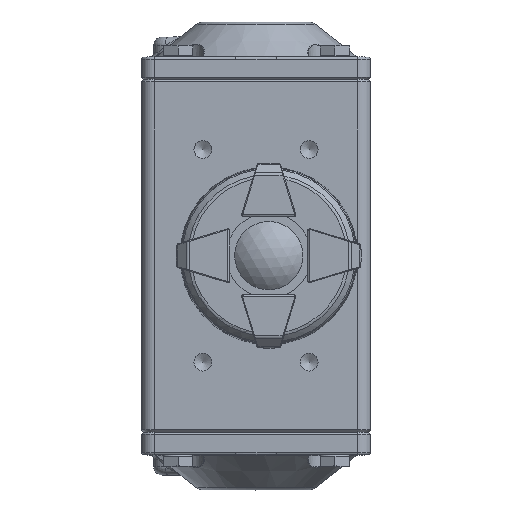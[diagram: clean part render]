
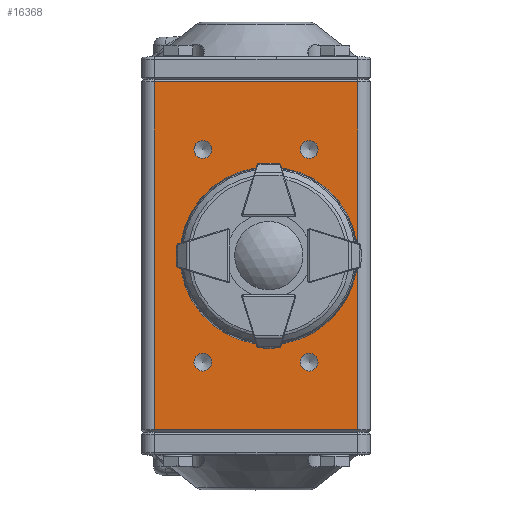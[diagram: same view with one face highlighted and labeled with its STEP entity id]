
A CAD part, top view. The second image highlights one B-rep face of the part: STEP entity #16368.
In plain terms, the highlighted face is planar.
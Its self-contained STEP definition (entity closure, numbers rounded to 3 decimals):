
#1595=LINE('',#26002,#2620);
#1596=LINE('',#26005,#2621);
#1597=LINE('',#26007,#2622);
#1598=LINE('',#26009,#2623);
#2620=VECTOR('',#20393,1000.);
#2621=VECTOR('',#20394,1000.);
#2622=VECTOR('',#20395,1000.);
#2623=VECTOR('',#20396,1000.);
#4746=ORIENTED_EDGE('',*,*,#8460,.F.);
#4747=ORIENTED_EDGE('',*,*,#8461,.T.);
#4748=ORIENTED_EDGE('',*,*,#8462,.T.);
#4749=ORIENTED_EDGE('',*,*,#8463,.T.);
#4750=ORIENTED_EDGE('',*,*,#8325,.F.);
#4751=ORIENTED_EDGE('',*,*,#8327,.F.);
#4752=ORIENTED_EDGE('',*,*,#8329,.F.);
#4753=ORIENTED_EDGE('',*,*,#8331,.F.);
#4754=ORIENTED_EDGE('',*,*,#8295,.F.);
#8295=EDGE_CURVE('',#10258,#10258,#11323,.T.);
#8325=EDGE_CURVE('',#10294,#10294,#11349,.T.);
#8327=EDGE_CURVE('',#10297,#10297,#11351,.T.);
#8329=EDGE_CURVE('',#10300,#10300,#11353,.T.);
#8331=EDGE_CURVE('',#10303,#10303,#11355,.T.);
#8460=EDGE_CURVE('',#10408,#10409,#1595,.T.);
#8461=EDGE_CURVE('',#10408,#10410,#1596,.T.);
#8462=EDGE_CURVE('',#10410,#10411,#1597,.T.);
#8463=EDGE_CURVE('',#10411,#10409,#1598,.T.);
#10258=VERTEX_POINT('',#25375);
#10294=VERTEX_POINT('',#25462);
#10297=VERTEX_POINT('',#25469);
#10300=VERTEX_POINT('',#25476);
#10303=VERTEX_POINT('',#25483);
#10408=VERTEX_POINT('',#26003);
#10409=VERTEX_POINT('',#26004);
#10410=VERTEX_POINT('',#26006);
#10411=VERTEX_POINT('',#26008);
#11323=CIRCLE('',#17524,10.);
#11349=CIRCLE('',#17571,2.1);
#11351=CIRCLE('',#17575,2.1);
#11353=CIRCLE('',#17579,2.1);
#11355=CIRCLE('',#17583,2.1);
#12297=EDGE_LOOP('',(#4746,#4747,#4748,#4749));
#12298=EDGE_LOOP('',(#4750));
#12299=EDGE_LOOP('',(#4751));
#12300=EDGE_LOOP('',(#4752));
#12301=EDGE_LOOP('',(#4753));
#12302=EDGE_LOOP('',(#4754));
#13467=FACE_BOUND('',#12297,.T.);
#13468=FACE_BOUND('',#12298,.T.);
#13469=FACE_BOUND('',#12299,.T.);
#13470=FACE_BOUND('',#12300,.T.);
#13471=FACE_BOUND('',#12301,.T.);
#13472=FACE_BOUND('',#12302,.T.);
#14355=PLANE('',#17676);
#16368=ADVANCED_FACE('',(#13467,#13468,#13469,#13470,#13471,#13472),#14355,
 .F.);
#17524=AXIS2_PLACEMENT_3D('',#25374,#20061,#20062);
#17571=AXIS2_PLACEMENT_3D('',#25461,#20159,#20160);
#17575=AXIS2_PLACEMENT_3D('',#25468,#20167,#20168);
#17579=AXIS2_PLACEMENT_3D('',#25475,#20175,#20176);
#17583=AXIS2_PLACEMENT_3D('',#25482,#20183,#20184);
#17676=AXIS2_PLACEMENT_3D('',#26001,#20391,#20392);
#20061=DIRECTION('',(0.,1.,0.));
#20062=DIRECTION('',(0.,0.,-1.));
#20159=DIRECTION('',(0.,1.,0.));
#20160=DIRECTION('',(0.,0.,1.));
#20167=DIRECTION('',(0.,1.,0.));
#20168=DIRECTION('',(0.,0.,1.));
#20175=DIRECTION('',(0.,1.,0.));
#20176=DIRECTION('',(0.,0.,1.));
#20183=DIRECTION('',(0.,1.,0.));
#20184=DIRECTION('',(0.,0.,1.));
#20391=DIRECTION('',(0.,-1.,0.));
#20392=DIRECTION('',(0.,0.,-1.));
#20393=DIRECTION('',(0.,0.,-1.));
#20394=DIRECTION('',(1.,0.,0.));
#20395=DIRECTION('',(0.,0.,-1.));
#20396=DIRECTION('',(-1.,0.,0.));
#25374=CARTESIAN_POINT('',(0.,23.9,0.));
#25375=CARTESIAN_POINT('',(0.,23.9,-10.));
#25461=CARTESIAN_POINT('',(9.5,23.9,-25.));
#25462=CARTESIAN_POINT('',(9.5,23.9,-22.9));
#25468=CARTESIAN_POINT('',(9.5,23.9,25.));
#25469=CARTESIAN_POINT('',(9.5,23.9,27.1));
#25475=CARTESIAN_POINT('',(-15.5,23.9,-25.));
#25476=CARTESIAN_POINT('',(-15.5,23.9,-22.9));
#25482=CARTESIAN_POINT('',(-15.5,23.9,25.));
#25483=CARTESIAN_POINT('',(-15.5,23.9,27.1));
#26001=CARTESIAN_POINT('',(20.9,23.9,41.5));
#26002=CARTESIAN_POINT('',(-26.9,23.9,41.5));
#26003=CARTESIAN_POINT('',(-26.9,23.9,40.9));
#26004=CARTESIAN_POINT('',(-26.9,23.9,-40.9));
#26005=CARTESIAN_POINT('',(20.9,23.9,40.9));
#26006=CARTESIAN_POINT('',(20.9,23.9,40.9));
#26007=CARTESIAN_POINT('',(20.9,23.9,41.5));
#26008=CARTESIAN_POINT('',(20.9,23.9,-40.9));
#26009=CARTESIAN_POINT('',(20.9,23.9,-40.9));
